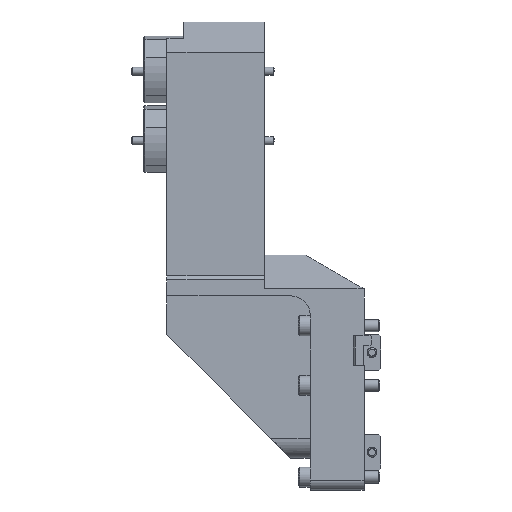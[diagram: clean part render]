
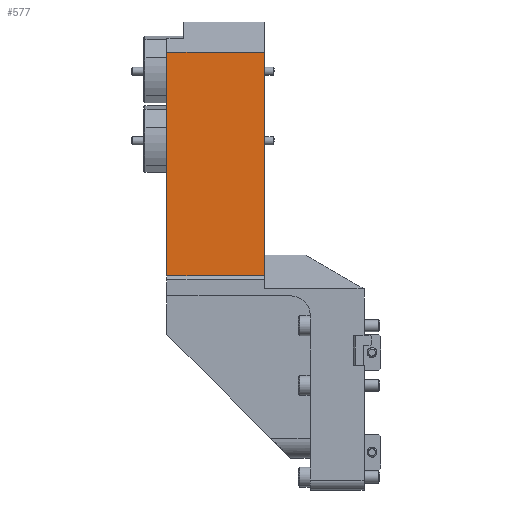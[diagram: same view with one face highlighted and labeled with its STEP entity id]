
A CAD part, front view. The second image highlights one B-rep face of the part: STEP entity #577.
In plain terms, the highlighted planar face has unit normal (0, -1, 0).
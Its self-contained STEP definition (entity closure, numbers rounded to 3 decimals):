
#375=PLANE('',#5456);
#577=ADVANCED_FACE('',(#953),#375,.T.);
#953=FACE_OUTER_BOUND('',#1222,.T.);
#1222=EDGE_LOOP('',(#2894,#2895,#2896,#2897));
#1602=LINE('',#7615,#2039);
#1604=LINE('',#7620,#2041);
#1626=LINE('',#7681,#2063);
#1744=LINE('',#7967,#2181);
#2039=VECTOR('',#6050,1.);
#2041=VECTOR('',#6054,1.);
#2063=VECTOR('',#6100,1.);
#2181=VECTOR('',#6380,1.);
#2894=ORIENTED_EDGE('',*,*,#4468,.T.);
#2895=ORIENTED_EDGE('',*,*,#4470,.F.);
#2896=ORIENTED_EDGE('',*,*,#4503,.T.);
#2897=ORIENTED_EDGE('',*,*,#4650,.F.);
#3957=VERTEX_POINT('',#7590);
#3969=VERTEX_POINT('',#7614);
#3970=VERTEX_POINT('',#7618);
#3998=VERTEX_POINT('',#7680);
#4468=EDGE_CURVE('',#3957,#3969,#1602,.T.);
#4470=EDGE_CURVE('',#3970,#3969,#1604,.T.);
#4503=EDGE_CURVE('',#3970,#3998,#1626,.T.);
#4650=EDGE_CURVE('',#3957,#3998,#1744,.T.);
#5456=AXIS2_PLACEMENT_3D('',#7969,#6383,#6384);
#6050=DIRECTION('',(0.,0.,1.));
#6054=DIRECTION('',(1.,0.,0.));
#6100=DIRECTION('',(0.,0.,-1.));
#6380=DIRECTION('',(-1.,0.,0.));
#6383=DIRECTION('',(0.,-1.,0.));
#6384=DIRECTION('',(0.,0.,-1.));
#7590=CARTESIAN_POINT('',(-50.,-27.,4.3));
#7614=CARTESIAN_POINT('',(-50.,-27.,116.732));
#7615=CARTESIAN_POINT('',(-50.,-27.,131.8));
#7618=CARTESIAN_POINT('',(-99.,-27.,116.732));
#7620=CARTESIAN_POINT('',(-49.,-27.,116.732));
#7680=CARTESIAN_POINT('',(-99.,-27.,4.3));
#7681=CARTESIAN_POINT('',(-99.,-27.,131.8));
#7967=CARTESIAN_POINT('',(-49.,-27.,4.3));
#7969=CARTESIAN_POINT('',(-49.,-27.,131.8));
